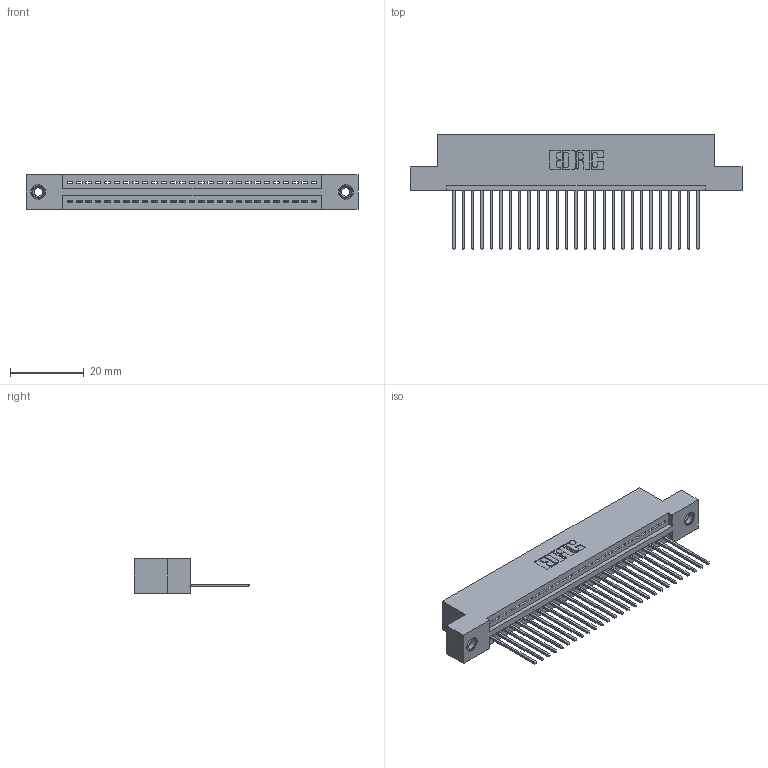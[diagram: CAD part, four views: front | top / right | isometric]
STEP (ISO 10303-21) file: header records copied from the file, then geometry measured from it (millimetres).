
FILE_DESCRIPTION (( 'STEP AP203' ), '1' );
FILE_NAME ('345-027-542-108.STEP', '2019-10-07T04:15:24', ( '' ), ( '' ), 'SwSTEP 2.0', 'SolidWorks 2016', '' );
FILE_SCHEMA (( 'CONFIG_CONTROL_DESIGN' ));
Length unit declared in the file: inch
Products named in the file (4): 345-292-001_345-293-142; 345-027-542-108; 345-250-001_345-250-003-102; 345 Part_Flush Mounting Lugs - 0.156 Dia-TI
Assembly tree (30 placements, depth 2):
  345-027-542-108
    345 Part_Flush Mounting Lugs - 0.156 Dia-TI
    345-292-001_345-293-142  x27
    345-250-001_345-250-003-102  x2
Bounding box: 89.79 x 31.29 x 9.4 mm (x, y, z)
Volume: 8458.9 mm3; surface area: 11436.3 mm2
Topology: 30 solids, 30 shells, 1752 faces, 5229 edges, 3442 vertices
Faces by surface type: plane 1192, cylinder 544, cone 12, torus 4
Entity records: 23544 total; most frequent: CARTESIAN_POINT 4060, ORIENTED_EDGE 4014, DIRECTION 3595, EDGE_CURVE 2007, VECTOR 1747, LINE 1747, VERTEX_POINT 1332, AXIS2_PLACEMENT_3D 924
